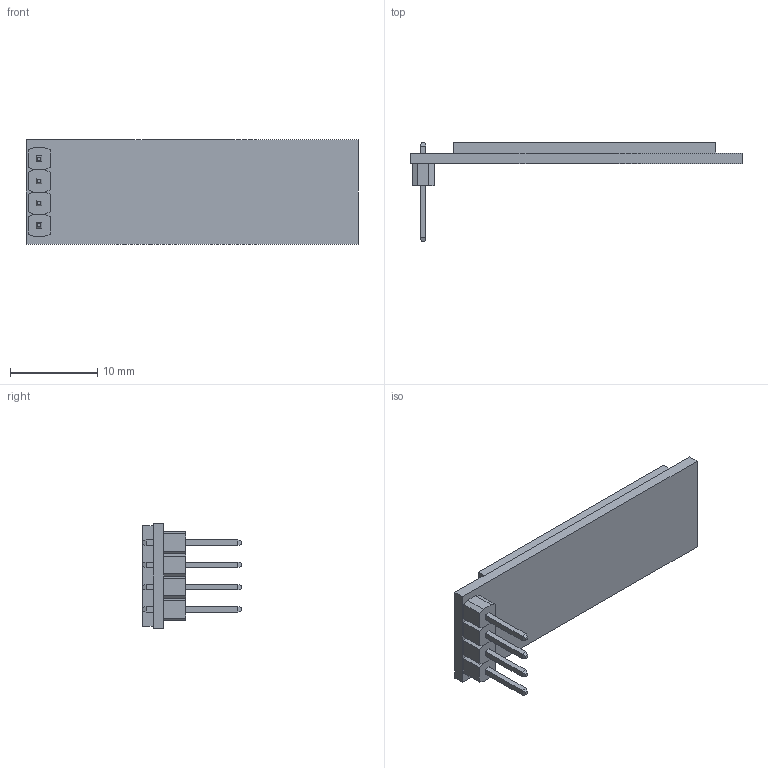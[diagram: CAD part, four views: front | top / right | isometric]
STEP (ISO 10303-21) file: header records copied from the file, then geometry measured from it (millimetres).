
FILE_DESCRIPTION (( 'STEP AP214' ), '1' );
FILE_NAME ('OLED_display_module_0.91in_128x32_I2C.step', '2020-12-07T12:10:42+00:00', 'Stefan Hamminga', '', '', '', '');
FILE_SCHEMA (( 'AUTOMOTIVE_DESIGN' ));
Length unit declared in the file: millimetre
Products named in the file (1): OLED_display_module_0.91in_128x32_I2C
Bounding box: 38 x 11.3 x 12 mm (x, y, z)
Volume: 1033.4 mm3; surface area: 2112 mm2
Topology: 10 solids, 10 shells, 133 faces, 308 edges, 196 vertices
Faces by surface type: plane 125, cylinder 8
Entity records: 3832 total; most frequent: CARTESIAN_POINT 638, ORIENTED_EDGE 616, DIRECTION 592, EDGE_CURVE 308, LINE 292, VECTOR 292, VERTEX_POINT 196, EDGE_LOOP 150
